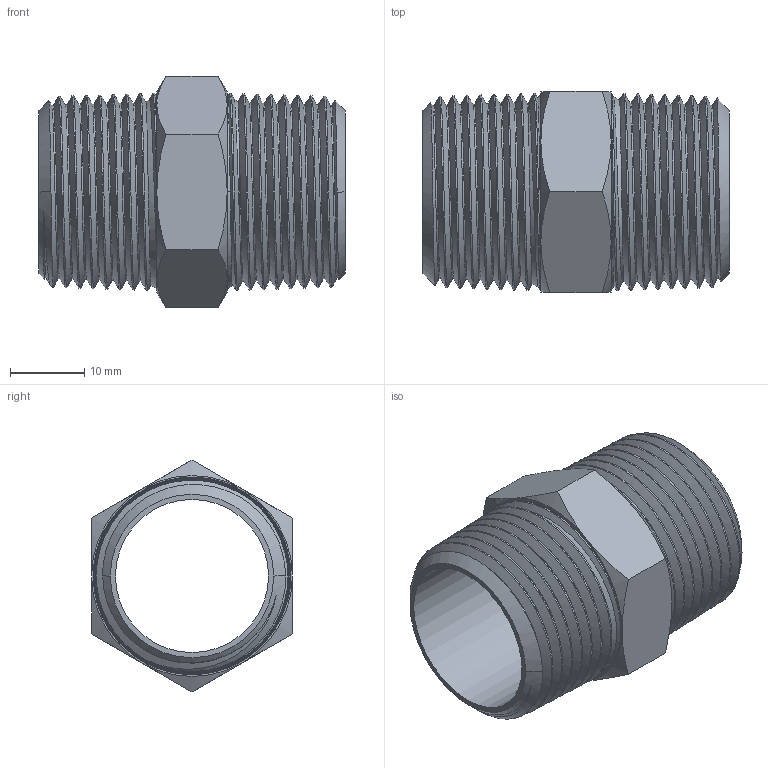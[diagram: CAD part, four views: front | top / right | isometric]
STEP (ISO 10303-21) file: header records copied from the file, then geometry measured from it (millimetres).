
FILE_DESCRIPTION(/* description */ (''),/* implementation_level */ '2;1');
FILE_NAME(/* name */ '122-N5.stp',/* time_stamp */ '2024-01-23T10:14:01-05:00',/* author */ ('esanner'),/* organization */ (''),/* preprocessor_version */ 'ST-DEVELOPER v19',/* originating_system */ 'AutoCAD Mechanical',/* authorisation */ '');
FILE_SCHEMA (('AUTOMOTIVE_DESIGN { 1 0 10303 214 3 1 1 }'));
Length unit declared in the file: millimetre
Products named in the file (2): Product; 122-N5
Assembly tree (1 placements, depth 2):
  Product
    122-N5
Bounding box: 41.13 x 26.99 x 31.16 mm (x, y, z)
Volume: 7555.7 mm3; surface area: 8000.3 mm2
Topology: 1 solids, 1 shells, 72 faces, 285 edges, 217 vertices
Faces by surface type: cone 54, plane 10, bspline 7, cylinder 1
Full cylindrical faces by diameter (mm): 20.574 x1
Entity records: 17066 total; most frequent: CARTESIAN_POINT 15014, ORIENTED_EDGE 570, EDGE_CURVE 285, DIRECTION 241, VERTEX_POINT 217, B_SPLINE_CURVE_WITH_KNOTS 186, AXIS2_PLACEMENT_3D 98, EDGE_LOOP 76
